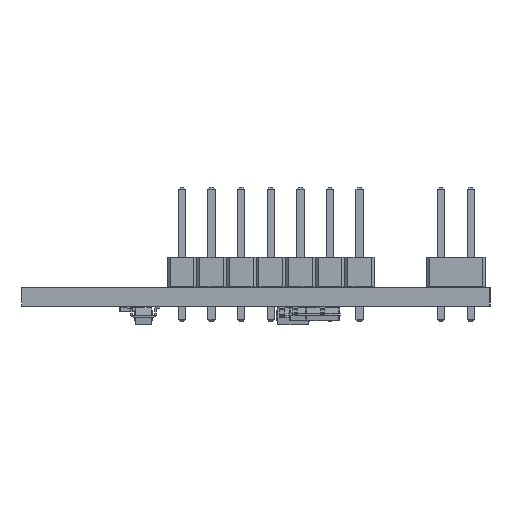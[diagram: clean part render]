
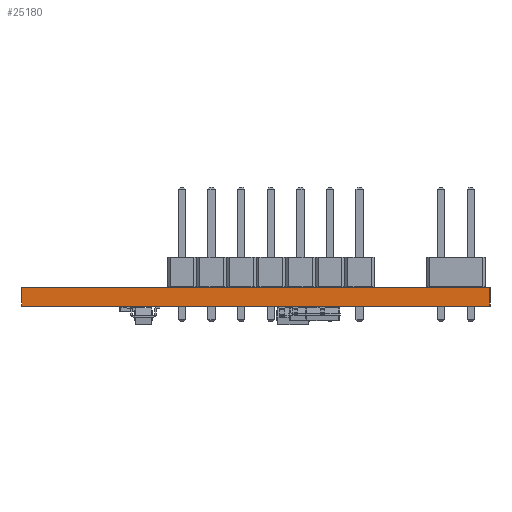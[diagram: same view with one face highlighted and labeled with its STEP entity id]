
A CAD part, left-side view. The second image highlights one B-rep face of the part: STEP entity #25180.
In plain terms, the highlighted planar face has unit normal (-1, 0, 0).
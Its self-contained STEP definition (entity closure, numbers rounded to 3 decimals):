
#25180 = ADVANCED_FACE('',(#25181),#25195,.T.);
#25181 = FACE_BOUND('',#25182,.T.);
#25182 = EDGE_LOOP('',(#25183,#25218,#25246,#25274));
#25183 = ORIENTED_EDGE('',*,*,#25184,.T.);
#25184 = EDGE_CURVE('',#25185,#25187,#25189,.T.);
#25185 = VERTEX_POINT('',#25186);
#25186 = CARTESIAN_POINT('',(109.755,-113.053,0.));
#25187 = VERTEX_POINT('',#25188);
#25188 = CARTESIAN_POINT('',(109.755,-113.053,1.6));
#25189 = SURFACE_CURVE('',#25190,(#25194,#25206),.PCURVE_S1.);
#25190 = LINE('',#25191,#25192);
#25191 = CARTESIAN_POINT('',(109.755,-113.053,0.));
#25192 = VECTOR('',#25193,1.);
#25193 = DIRECTION('',(0.,0.,1.));
#25194 = PCURVE('',#25195,#25200);
#25195 = PLANE('',#25196);
#25196 = AXIS2_PLACEMENT_3D('',#25197,#25198,#25199);
#25197 = CARTESIAN_POINT('',(109.755,-113.053,0.));
#25198 = DIRECTION('',(-1.,0.,0.));
#25199 = DIRECTION('',(0.,1.,0.));
#25200 = DEFINITIONAL_REPRESENTATION('',(#25201),#25205);
#25201 = LINE('',#25202,#25203);
#25202 = CARTESIAN_POINT('',(0.,0.));
#25203 = VECTOR('',#25204,1.);
#25204 = DIRECTION('',(0.,-1.));
#25205 = ( GEOMETRIC_REPRESENTATION_CONTEXT(2) 
PARAMETRIC_REPRESENTATION_CONTEXT() REPRESENTATION_CONTEXT('2D SPACE',''
  ) );
#25206 = PCURVE('',#25207,#25212);
#25207 = PLANE('',#25208);
#25208 = AXIS2_PLACEMENT_3D('',#25209,#25210,#25211);
#25209 = CARTESIAN_POINT('',(170.207,-113.053,0.));
#25210 = DIRECTION('',(0.,-1.,0.));
#25211 = DIRECTION('',(-1.,0.,0.));
#25212 = DEFINITIONAL_REPRESENTATION('',(#25213),#25217);
#25213 = LINE('',#25214,#25215);
#25214 = CARTESIAN_POINT('',(60.452,0.));
#25215 = VECTOR('',#25216,1.);
#25216 = DIRECTION('',(0.,-1.));
#25217 = ( GEOMETRIC_REPRESENTATION_CONTEXT(2) 
PARAMETRIC_REPRESENTATION_CONTEXT() REPRESENTATION_CONTEXT('2D SPACE',''
  ) );
#25218 = ORIENTED_EDGE('',*,*,#25219,.T.);
#25219 = EDGE_CURVE('',#25187,#25220,#25222,.T.);
#25220 = VERTEX_POINT('',#25221);
#25221 = CARTESIAN_POINT('',(109.755,-72.921,1.6));
#25222 = SURFACE_CURVE('',#25223,(#25227,#25234),.PCURVE_S1.);
#25223 = LINE('',#25224,#25225);
#25224 = CARTESIAN_POINT('',(109.755,-113.053,1.6));
#25225 = VECTOR('',#25226,1.);
#25226 = DIRECTION('',(0.,1.,0.));
#25227 = PCURVE('',#25195,#25228);
#25228 = DEFINITIONAL_REPRESENTATION('',(#25229),#25233);
#25229 = LINE('',#25230,#25231);
#25230 = CARTESIAN_POINT('',(0.,-1.6));
#25231 = VECTOR('',#25232,1.);
#25232 = DIRECTION('',(1.,0.));
#25233 = ( GEOMETRIC_REPRESENTATION_CONTEXT(2) 
PARAMETRIC_REPRESENTATION_CONTEXT() REPRESENTATION_CONTEXT('2D SPACE',''
  ) );
#25234 = PCURVE('',#25235,#25240);
#25235 = PLANE('',#25236);
#25236 = AXIS2_PLACEMENT_3D('',#25237,#25238,#25239);
#25237 = CARTESIAN_POINT('',(139.981,-92.987,1.6));
#25238 = DIRECTION('',(-0.,-0.,-1.));
#25239 = DIRECTION('',(-1.,0.,0.));
#25240 = DEFINITIONAL_REPRESENTATION('',(#25241),#25245);
#25241 = LINE('',#25242,#25243);
#25242 = CARTESIAN_POINT('',(30.226,-20.066));
#25243 = VECTOR('',#25244,1.);
#25244 = DIRECTION('',(0.,1.));
#25245 = ( GEOMETRIC_REPRESENTATION_CONTEXT(2) 
PARAMETRIC_REPRESENTATION_CONTEXT() REPRESENTATION_CONTEXT('2D SPACE',''
  ) );
#25246 = ORIENTED_EDGE('',*,*,#25247,.F.);
#25247 = EDGE_CURVE('',#25248,#25220,#25250,.T.);
#25248 = VERTEX_POINT('',#25249);
#25249 = CARTESIAN_POINT('',(109.755,-72.921,0.));
#25250 = SURFACE_CURVE('',#25251,(#25255,#25262),.PCURVE_S1.);
#25251 = LINE('',#25252,#25253);
#25252 = CARTESIAN_POINT('',(109.755,-72.921,0.));
#25253 = VECTOR('',#25254,1.);
#25254 = DIRECTION('',(0.,0.,1.));
#25255 = PCURVE('',#25195,#25256);
#25256 = DEFINITIONAL_REPRESENTATION('',(#25257),#25261);
#25257 = LINE('',#25258,#25259);
#25258 = CARTESIAN_POINT('',(40.132,0.));
#25259 = VECTOR('',#25260,1.);
#25260 = DIRECTION('',(0.,-1.));
#25261 = ( GEOMETRIC_REPRESENTATION_CONTEXT(2) 
PARAMETRIC_REPRESENTATION_CONTEXT() REPRESENTATION_CONTEXT('2D SPACE',''
  ) );
#25262 = PCURVE('',#25263,#25268);
#25263 = PLANE('',#25264);
#25264 = AXIS2_PLACEMENT_3D('',#25265,#25266,#25267);
#25265 = CARTESIAN_POINT('',(109.755,-72.921,0.));
#25266 = DIRECTION('',(0.,1.,0.));
#25267 = DIRECTION('',(1.,0.,0.));
#25268 = DEFINITIONAL_REPRESENTATION('',(#25269),#25273);
#25269 = LINE('',#25270,#25271);
#25270 = CARTESIAN_POINT('',(0.,0.));
#25271 = VECTOR('',#25272,1.);
#25272 = DIRECTION('',(0.,-1.));
#25273 = ( GEOMETRIC_REPRESENTATION_CONTEXT(2) 
PARAMETRIC_REPRESENTATION_CONTEXT() REPRESENTATION_CONTEXT('2D SPACE',''
  ) );
#25274 = ORIENTED_EDGE('',*,*,#25275,.F.);
#25275 = EDGE_CURVE('',#25185,#25248,#25276,.T.);
#25276 = SURFACE_CURVE('',#25277,(#25281,#25288),.PCURVE_S1.);
#25277 = LINE('',#25278,#25279);
#25278 = CARTESIAN_POINT('',(109.755,-113.053,0.));
#25279 = VECTOR('',#25280,1.);
#25280 = DIRECTION('',(0.,1.,0.));
#25281 = PCURVE('',#25195,#25282);
#25282 = DEFINITIONAL_REPRESENTATION('',(#25283),#25287);
#25283 = LINE('',#25284,#25285);
#25284 = CARTESIAN_POINT('',(0.,0.));
#25285 = VECTOR('',#25286,1.);
#25286 = DIRECTION('',(1.,0.));
#25287 = ( GEOMETRIC_REPRESENTATION_CONTEXT(2) 
PARAMETRIC_REPRESENTATION_CONTEXT() REPRESENTATION_CONTEXT('2D SPACE',''
  ) );
#25288 = PCURVE('',#25289,#25294);
#25289 = PLANE('',#25290);
#25290 = AXIS2_PLACEMENT_3D('',#25291,#25292,#25293);
#25291 = CARTESIAN_POINT('',(139.981,-92.987,0.));
#25292 = DIRECTION('',(-0.,-0.,-1.));
#25293 = DIRECTION('',(-1.,0.,0.));
#25294 = DEFINITIONAL_REPRESENTATION('',(#25295),#25299);
#25295 = LINE('',#25296,#25297);
#25296 = CARTESIAN_POINT('',(30.226,-20.066));
#25297 = VECTOR('',#25298,1.);
#25298 = DIRECTION('',(0.,1.));
#25299 = ( GEOMETRIC_REPRESENTATION_CONTEXT(2) 
PARAMETRIC_REPRESENTATION_CONTEXT() REPRESENTATION_CONTEXT('2D SPACE',''
  ) );
